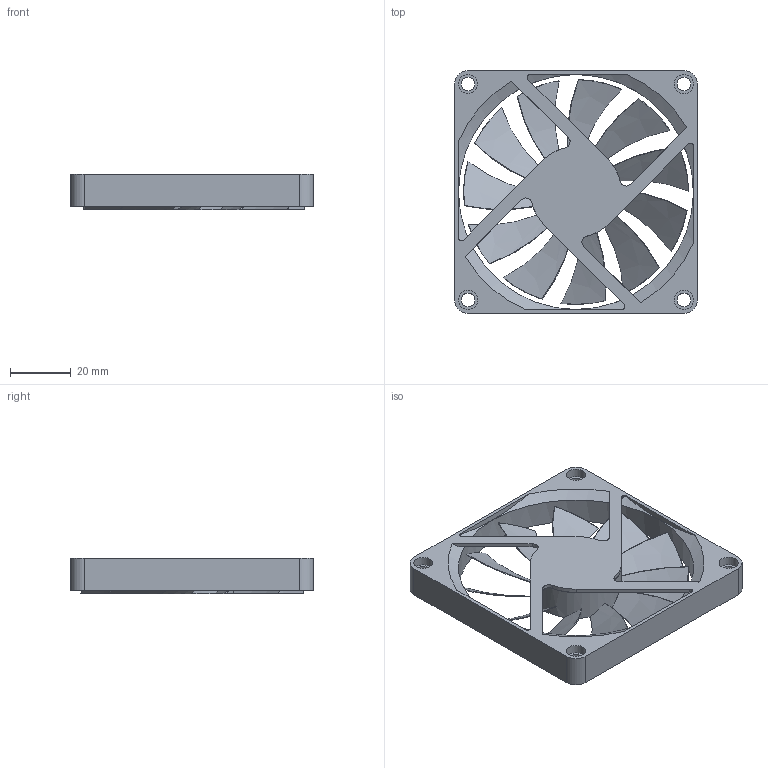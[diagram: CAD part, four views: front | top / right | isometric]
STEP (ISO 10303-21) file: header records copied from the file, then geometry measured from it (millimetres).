
FILE_DESCRIPTION(/* description */ (''),/* implementation_level */ '2;1');
FILE_NAME(/* name */ 'GDSTIME - 5v Fan.step',/* time_stamp */ '2019-12-02T18:12:47-06:00',/* author */ (''),/* organization */ (''),/* preprocessor_version */ 'ST-DEVELOPER v18',/* originating_system */ 'Autodesk Translation Framework v8.12.0.6',/* authorisation */ '');
FILE_SCHEMA (('AUTOMOTIVE_DESIGN { 1 0 10303 214 3 1 1 }'));
Length unit declared in the file: millimetre
Products named in the file (1): GDSTIME - 5v Fan
Bounding box: 80 x 80 x 11.76 mm (x, y, z)
Volume: 18250.8 mm3; surface area: 20934.5 mm2
Topology: 12 solids, 13 shells, 127 faces, 339 edges, 243 vertices
Faces by surface type: bspline 44, cylinder 31, plane 29, cone 23
Full cylindrical faces by diameter (mm): 2.23 x1, 4.5 x4, 6.2 x1, 6.3 x7, 30 x1, 77.4 x1
Entity records: 6593 total; most frequent: CARTESIAN_POINT 3539, ORIENTED_EDGE 706, DIRECTION 455, EDGE_CURVE 353, VERTEX_POINT 267, AXIS2_PLACEMENT_3D 169, EDGE_LOOP 160, B_SPLINE_CURVE_WITH_KNOTS 138
